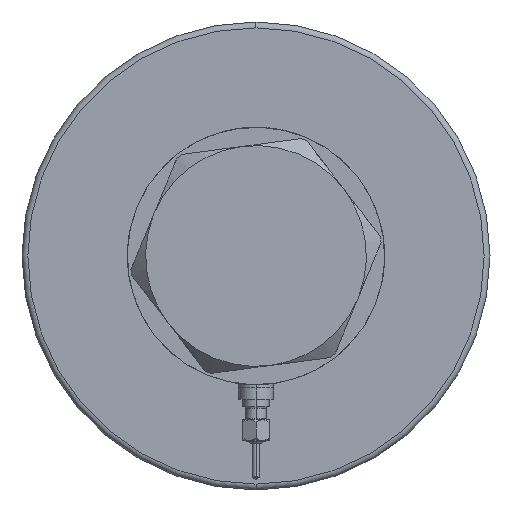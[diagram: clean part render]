
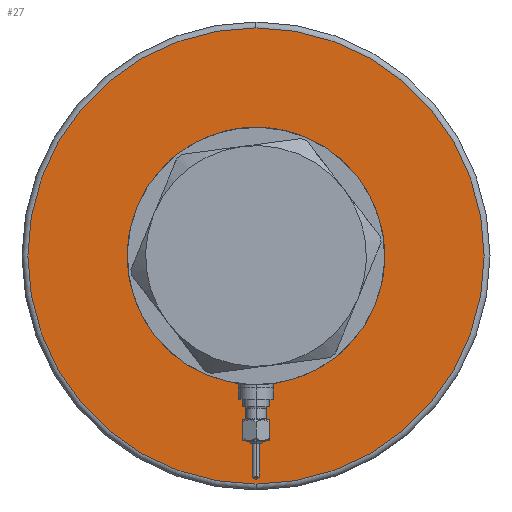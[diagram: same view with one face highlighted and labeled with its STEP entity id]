
A CAD part, left-side view. The second image highlights one B-rep face of the part: STEP entity #27.
In plain terms, the highlighted face is planar.
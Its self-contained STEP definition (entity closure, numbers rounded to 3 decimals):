
#27 = ADVANCED_FACE ( 'NONE', ( #6381, #5416 ), #6349, .F. ) ;
#55 = CIRCLE ( 'NONE', #3998, 78. ) ;
#80 = ORIENTED_EDGE ( 'NONE', *, *, #5998, .T. ) ;
#145 = EDGE_LOOP ( 'NONE', ( #5524, #80 ) ) ;
#265 = EDGE_CURVE ( 'NONE', #1238, #4503, #3284, .T. ) ;
#544 = DIRECTION ( 'NONE',  ( 1., 0., 0. ) ) ;
#564 = CARTESIAN_POINT ( 'NONE',  ( 0., 0., 0. ) ) ;
#710 = VERTEX_POINT ( 'NONE', #6935 ) ;
#1238 = VERTEX_POINT ( 'NONE', #2112 ) ;
#1313 = DIRECTION ( 'NONE',  ( 0., 0., 1. ) ) ;
#1676 = AXIS2_PLACEMENT_3D ( 'NONE', #6452, #4289, #544 ) ;
#1767 = EDGE_LOOP ( 'NONE', ( #5327, #3929 ) ) ;
#2112 = CARTESIAN_POINT ( 'NONE',  ( 78., 0., 0. ) ) ;
#2291 = CIRCLE ( 'NONE', #2401, 37.5 ) ;
#2301 = AXIS2_PLACEMENT_3D ( 'NONE', #4971, #1313, #3363 ) ;
#2401 = AXIS2_PLACEMENT_3D ( 'NONE', #5389, #2677, #3246 ) ;
#2464 = CARTESIAN_POINT ( 'NONE',  ( 0., 0., 0. ) ) ;
#2677 = DIRECTION ( 'NONE',  ( 0., 0., 1. ) ) ;
#2727 = DIRECTION ( 'NONE',  ( 1., 0., 0. ) ) ;
#3009 = DIRECTION ( 'NONE',  ( 0., 0., -1. ) ) ;
#3208 = CARTESIAN_POINT ( 'NONE',  ( -78., 0., 0. ) ) ;
#3246 = DIRECTION ( 'NONE',  ( 1., 0., 0. ) ) ;
#3284 = CIRCLE ( 'NONE', #5961, 78. ) ;
#3363 = DIRECTION ( 'NONE',  ( 1., 0., 0. ) ) ;
#3851 = EDGE_CURVE ( 'NONE', #6843, #710, #2291, .T. ) ;
#3892 = DIRECTION ( 'NONE',  ( 0., 0., -1. ) ) ;
#3929 = ORIENTED_EDGE ( 'NONE', *, *, #6512, .T. ) ;
#3998 = AXIS2_PLACEMENT_3D ( 'NONE', #564, #3892, #2727 ) ;
#4289 = DIRECTION ( 'NONE',  ( 0., 0., 1. ) ) ;
#4342 = CIRCLE ( 'NONE', #2301, 37.5 ) ;
#4503 = VERTEX_POINT ( 'NONE', #3208 ) ;
#4971 = CARTESIAN_POINT ( 'NONE',  ( 0., 0., 0. ) ) ;
#5156 = DIRECTION ( 'NONE',  ( 1., 0., 0. ) ) ;
#5327 = ORIENTED_EDGE ( 'NONE', *, *, #3851, .T. ) ;
#5389 = CARTESIAN_POINT ( 'NONE',  ( 0., 0., 0. ) ) ;
#5416 = FACE_BOUND ( 'NONE', #1767, .T. ) ;
#5524 = ORIENTED_EDGE ( 'NONE', *, *, #265, .T. ) ;
#5961 = AXIS2_PLACEMENT_3D ( 'NONE', #2464, #3009, #5156 ) ;
#5998 = EDGE_CURVE ( 'NONE', #4503, #1238, #55, .T. ) ;
#6349 = PLANE ( 'NONE',  #1676 ) ;
#6381 = FACE_OUTER_BOUND ( 'NONE', #145, .T. ) ;
#6416 = CARTESIAN_POINT ( 'NONE',  ( 37.5, 0., 0. ) ) ;
#6452 = CARTESIAN_POINT ( 'NONE',  ( 0., 0., 0. ) ) ;
#6512 = EDGE_CURVE ( 'NONE', #710, #6843, #4342, .T. ) ;
#6843 = VERTEX_POINT ( 'NONE', #6416 ) ;
#6935 = CARTESIAN_POINT ( 'NONE',  ( -37.5, 0., 0. ) ) ;
